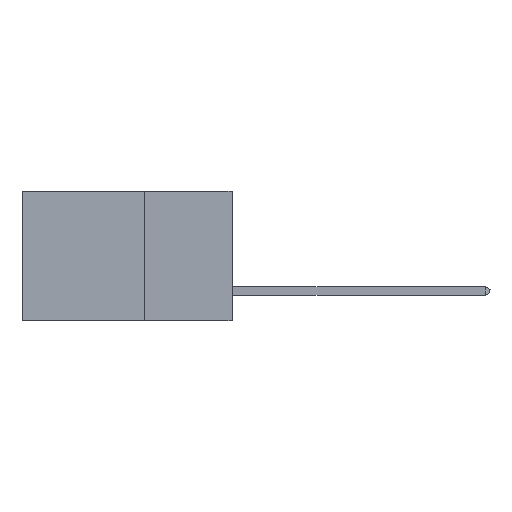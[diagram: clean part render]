
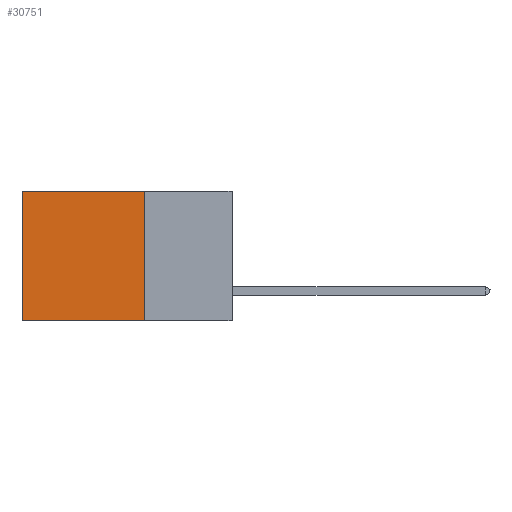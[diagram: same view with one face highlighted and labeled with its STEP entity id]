
A CAD part, left-side view. The second image highlights one B-rep face of the part: STEP entity #30751.
In plain terms, the highlighted planar face has unit normal (-1, 0, 0).
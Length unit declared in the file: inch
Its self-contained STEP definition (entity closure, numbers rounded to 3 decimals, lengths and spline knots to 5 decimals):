
#522 = PLANE ( 'NONE',  #37917 ) ;
#4326 = EDGE_CURVE ( 'NONE', #10260, #5805, #14477, .T. ) ;
#4367 = EDGE_LOOP ( 'NONE', ( #28081, #12040, #10308, #32365 ) ) ;
#4981 = CARTESIAN_POINT ( 'NONE',  ( 0.2875, 0.25, -0.37 ) ) ;
#5805 = VERTEX_POINT ( 'NONE', #18575 ) ;
#6978 = DIRECTION ( 'NONE',  ( 1., 0., 0. ) ) ;
#6979 = DIRECTION ( 'NONE',  ( 0., 0., -1. ) ) ;
#7905 = EDGE_CURVE ( 'NONE', #27250, #10260, #8403, .T. ) ;
#8403 = LINE ( 'NONE', #32016, #13607 ) ;
#10260 = VERTEX_POINT ( 'NONE', #11592 ) ;
#10308 = ORIENTED_EDGE ( 'NONE', *, *, #30179, .F. ) ;
#11592 = CARTESIAN_POINT ( 'NONE',  ( 0.2875, 0.6, 0. ) ) ;
#12040 = ORIENTED_EDGE ( 'NONE', *, *, #23059, .F. ) ;
#12685 = CARTESIAN_POINT ( 'NONE',  ( 0.2875, 0.6, 0. ) ) ;
#12723 = LINE ( 'NONE', #26400, #29525 ) ;
#12956 = CARTESIAN_POINT ( 'NONE',  ( 0.2875, 0.25, 0. ) ) ;
#13607 = VECTOR ( 'NONE', #28665, 39.37008 ) ;
#14477 = LINE ( 'NONE', #12685, #36520 ) ;
#14790 = DIRECTION ( 'NONE',  ( 0., 1., 0. ) ) ;
#16723 = FACE_OUTER_BOUND ( 'NONE', #4367, .T. ) ;
#18575 = CARTESIAN_POINT ( 'NONE',  ( 0.2875, 0.6, -0.37 ) ) ;
#19184 = DIRECTION ( 'NONE',  ( 0., 0., -1. ) ) ;
#21004 = CARTESIAN_POINT ( 'NONE',  ( 0.2875, 0.25, -0.37 ) ) ;
#23059 = EDGE_CURVE ( 'NONE', #37364, #5805, #39554, .T. ) ;
#26266 = CARTESIAN_POINT ( 'NONE',  ( 0.2875, 0.25, 0. ) ) ;
#26400 = CARTESIAN_POINT ( 'NONE',  ( 0.2875, 0.25, 0. ) ) ;
#27247 = DIRECTION ( 'NONE',  ( 0., 0., -1. ) ) ;
#27250 = VERTEX_POINT ( 'NONE', #26266 ) ;
#28081 = ORIENTED_EDGE ( 'NONE', *, *, #4326, .T. ) ;
#28665 = DIRECTION ( 'NONE',  ( 0., 1., 0. ) ) ;
#29525 = VECTOR ( 'NONE', #27247, 39.37008 ) ;
#30179 = EDGE_CURVE ( 'NONE', #27250, #37364, #12723, .T. ) ;
#30751 = ADVANCED_FACE ( 'NONE', ( #16723 ), #522, .F. ) ;
#32016 = CARTESIAN_POINT ( 'NONE',  ( 0.2875, 0.25, 0. ) ) ;
#32365 = ORIENTED_EDGE ( 'NONE', *, *, #7905, .T. ) ;
#36520 = VECTOR ( 'NONE', #6979, 39.37008 ) ;
#36638 = VECTOR ( 'NONE', #14790, 39.37008 ) ;
#37364 = VERTEX_POINT ( 'NONE', #21004 ) ;
#37917 = AXIS2_PLACEMENT_3D ( 'NONE', #12956, #6978, #19184 ) ;
#39554 = LINE ( 'NONE', #4981, #36638 ) ;
